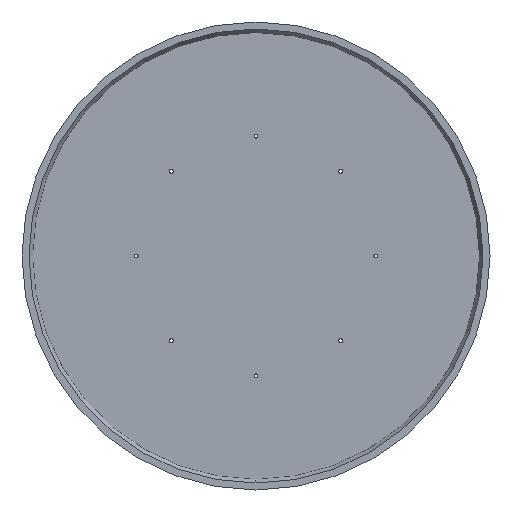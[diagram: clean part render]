
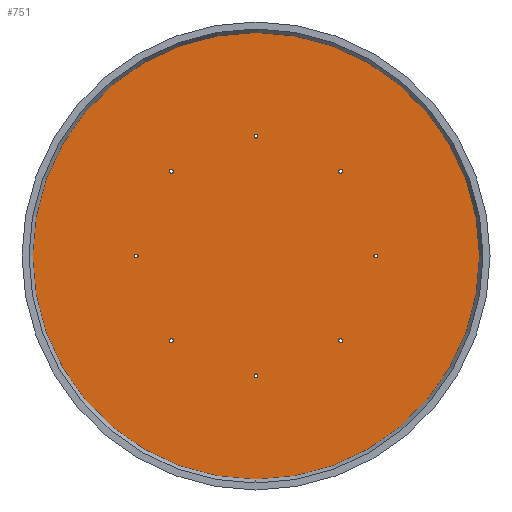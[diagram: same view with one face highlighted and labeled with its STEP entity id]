
A CAD part, front view. The second image highlights one B-rep face of the part: STEP entity #751.
In plain terms, the highlighted planar face has unit normal (0, -1, 0).
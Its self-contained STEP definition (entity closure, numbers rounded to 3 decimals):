
#97=CARTESIAN_POINT('Axis2P3D Location',(72.478,11.,-72.478)) ;
#101=CARTESIAN_POINT('Vertex',(73.681,11.,-73.681)) ;
#103=CARTESIAN_POINT('Vertex',(71.276,11.,-71.276)) ;
#593=CARTESIAN_POINT('Axis2P3D Location',(191.,11.,0.)) ;
#598=CARTESIAN_POINT('Axis2P3D Location',(0.,11.,0.)) ;
#602=CARTESIAN_POINT('Vertex',(0.,11.,-191.)) ;
#604=CARTESIAN_POINT('Vertex',(0.,11.,191.)) ;
#607=CARTESIAN_POINT('Axis2P3D Location',(0.,11.,0.)) ;
#616=CARTESIAN_POINT('Axis2P3D Location',(72.478,11.,-72.478)) ;
#625=CARTESIAN_POINT('Axis2P3D Location',(102.5,11.,0.)) ;
#629=CARTESIAN_POINT('Vertex',(100.8,11.,0.)) ;
#631=CARTESIAN_POINT('Vertex',(104.2,11.,0.)) ;
#634=CARTESIAN_POINT('Axis2P3D Location',(102.5,11.,0.)) ;
#643=CARTESIAN_POINT('Axis2P3D Location',(72.478,11.,72.478)) ;
#647=CARTESIAN_POINT('Vertex',(71.276,11.,71.276)) ;
#649=CARTESIAN_POINT('Vertex',(73.681,11.,73.681)) ;
#652=CARTESIAN_POINT('Axis2P3D Location',(72.478,11.,72.478)) ;
#661=CARTESIAN_POINT('Axis2P3D Location',(0.,11.,102.5)) ;
#665=CARTESIAN_POINT('Vertex',(0.,11.,100.8)) ;
#667=CARTESIAN_POINT('Vertex',(0.,11.,104.2)) ;
#670=CARTESIAN_POINT('Axis2P3D Location',(0.,11.,102.5)) ;
#679=CARTESIAN_POINT('Axis2P3D Location',(-72.478,11.,72.478)) ;
#683=CARTESIAN_POINT('Vertex',(-71.276,11.,71.276)) ;
#685=CARTESIAN_POINT('Vertex',(-73.681,11.,73.681)) ;
#688=CARTESIAN_POINT('Axis2P3D Location',(-72.478,11.,72.478)) ;
#697=CARTESIAN_POINT('Axis2P3D Location',(-102.5,11.,0.)) ;
#701=CARTESIAN_POINT('Vertex',(-100.8,11.,0.)) ;
#703=CARTESIAN_POINT('Vertex',(-104.2,11.,0.)) ;
#706=CARTESIAN_POINT('Axis2P3D Location',(-102.5,11.,0.)) ;
#715=CARTESIAN_POINT('Axis2P3D Location',(-72.478,11.,-72.478)) ;
#719=CARTESIAN_POINT('Vertex',(-71.276,11.,-71.276)) ;
#721=CARTESIAN_POINT('Vertex',(-73.681,11.,-73.681)) ;
#724=CARTESIAN_POINT('Axis2P3D Location',(-72.478,11.,-72.478)) ;
#733=CARTESIAN_POINT('Axis2P3D Location',(0.,11.,-102.5)) ;
#737=CARTESIAN_POINT('Vertex',(0.,11.,-100.8)) ;
#739=CARTESIAN_POINT('Vertex',(0.,11.,-104.2)) ;
#742=CARTESIAN_POINT('Axis2P3D Location',(0.,11.,-102.5)) ;
#98=DIRECTION('Axis2P3D Direction',(0.,1.,0.)) ;
#594=DIRECTION('Axis2P3D Direction',(-0.,1.,0.)) ;
#595=DIRECTION('Axis2P3D XDirection',(0.,0.,1.)) ;
#599=DIRECTION('Axis2P3D Direction',(-0.,1.,0.)) ;
#608=DIRECTION('Axis2P3D Direction',(-0.,1.,0.)) ;
#617=DIRECTION('Axis2P3D Direction',(-0.,1.,0.)) ;
#626=DIRECTION('Axis2P3D Direction',(-0.,1.,0.)) ;
#635=DIRECTION('Axis2P3D Direction',(-0.,1.,0.)) ;
#644=DIRECTION('Axis2P3D Direction',(-0.,1.,0.)) ;
#653=DIRECTION('Axis2P3D Direction',(-0.,1.,0.)) ;
#662=DIRECTION('Axis2P3D Direction',(-0.,1.,0.)) ;
#671=DIRECTION('Axis2P3D Direction',(-0.,1.,0.)) ;
#680=DIRECTION('Axis2P3D Direction',(-0.,1.,0.)) ;
#689=DIRECTION('Axis2P3D Direction',(-0.,1.,0.)) ;
#698=DIRECTION('Axis2P3D Direction',(-0.,1.,0.)) ;
#707=DIRECTION('Axis2P3D Direction',(-0.,1.,0.)) ;
#716=DIRECTION('Axis2P3D Direction',(-0.,1.,0.)) ;
#725=DIRECTION('Axis2P3D Direction',(-0.,1.,0.)) ;
#734=DIRECTION('Axis2P3D Direction',(-0.,1.,0.)) ;
#743=DIRECTION('Axis2P3D Direction',(-0.,1.,0.)) ;
#99=AXIS2_PLACEMENT_3D('Circle Axis2P3D',#97,#98,$) ;
#596=AXIS2_PLACEMENT_3D('Plane Axis2P3D',#593,#594,#595) ;
#600=AXIS2_PLACEMENT_3D('Circle Axis2P3D',#598,#599,$) ;
#609=AXIS2_PLACEMENT_3D('Circle Axis2P3D',#607,#608,$) ;
#618=AXIS2_PLACEMENT_3D('Circle Axis2P3D',#616,#617,$) ;
#627=AXIS2_PLACEMENT_3D('Circle Axis2P3D',#625,#626,$) ;
#636=AXIS2_PLACEMENT_3D('Circle Axis2P3D',#634,#635,$) ;
#645=AXIS2_PLACEMENT_3D('Circle Axis2P3D',#643,#644,$) ;
#654=AXIS2_PLACEMENT_3D('Circle Axis2P3D',#652,#653,$) ;
#663=AXIS2_PLACEMENT_3D('Circle Axis2P3D',#661,#662,$) ;
#672=AXIS2_PLACEMENT_3D('Circle Axis2P3D',#670,#671,$) ;
#681=AXIS2_PLACEMENT_3D('Circle Axis2P3D',#679,#680,$) ;
#690=AXIS2_PLACEMENT_3D('Circle Axis2P3D',#688,#689,$) ;
#699=AXIS2_PLACEMENT_3D('Circle Axis2P3D',#697,#698,$) ;
#708=AXIS2_PLACEMENT_3D('Circle Axis2P3D',#706,#707,$) ;
#717=AXIS2_PLACEMENT_3D('Circle Axis2P3D',#715,#716,$) ;
#726=AXIS2_PLACEMENT_3D('Circle Axis2P3D',#724,#725,$) ;
#735=AXIS2_PLACEMENT_3D('Circle Axis2P3D',#733,#734,$) ;
#744=AXIS2_PLACEMENT_3D('Circle Axis2P3D',#742,#743,$) ;
#613=ORIENTED_EDGE('',*,*,#606,.F.) ;
#614=ORIENTED_EDGE('',*,*,#611,.F.) ;
#622=ORIENTED_EDGE('',*,*,#620,.T.) ;
#623=ORIENTED_EDGE('',*,*,#105,.T.) ;
#640=ORIENTED_EDGE('',*,*,#633,.T.) ;
#641=ORIENTED_EDGE('',*,*,#638,.T.) ;
#658=ORIENTED_EDGE('',*,*,#651,.T.) ;
#659=ORIENTED_EDGE('',*,*,#656,.T.) ;
#676=ORIENTED_EDGE('',*,*,#669,.T.) ;
#677=ORIENTED_EDGE('',*,*,#674,.T.) ;
#694=ORIENTED_EDGE('',*,*,#687,.T.) ;
#695=ORIENTED_EDGE('',*,*,#692,.T.) ;
#712=ORIENTED_EDGE('',*,*,#705,.T.) ;
#713=ORIENTED_EDGE('',*,*,#710,.T.) ;
#730=ORIENTED_EDGE('',*,*,#723,.T.) ;
#731=ORIENTED_EDGE('',*,*,#728,.T.) ;
#748=ORIENTED_EDGE('',*,*,#741,.T.) ;
#749=ORIENTED_EDGE('',*,*,#746,.T.) ;
#624=FACE_BOUND('',#621,.T.) ;
#642=FACE_BOUND('',#639,.T.) ;
#660=FACE_BOUND('',#657,.T.) ;
#678=FACE_BOUND('',#675,.T.) ;
#696=FACE_BOUND('',#693,.T.) ;
#714=FACE_BOUND('',#711,.T.) ;
#732=FACE_BOUND('',#729,.T.) ;
#750=FACE_BOUND('',#747,.T.) ;
#751=ADVANCED_FACE('R\X2\00E9\X0\p\X2\00E9\X0\tition circulaire1',(#615,#624,#642,#660,#678,#696,#714,#732,#750),#597,.F.) ;
#100=CIRCLE('generated circle',#99,1.7) ;
#601=CIRCLE('generated circle',#600,191.) ;
#610=CIRCLE('generated circle',#609,191.) ;
#619=CIRCLE('generated circle',#618,1.7) ;
#628=CIRCLE('generated circle',#627,1.7) ;
#637=CIRCLE('generated circle',#636,1.7) ;
#646=CIRCLE('generated circle',#645,1.7) ;
#655=CIRCLE('generated circle',#654,1.7) ;
#664=CIRCLE('generated circle',#663,1.7) ;
#673=CIRCLE('generated circle',#672,1.7) ;
#682=CIRCLE('generated circle',#681,1.7) ;
#691=CIRCLE('generated circle',#690,1.7) ;
#700=CIRCLE('generated circle',#699,1.7) ;
#709=CIRCLE('generated circle',#708,1.7) ;
#718=CIRCLE('generated circle',#717,1.7) ;
#727=CIRCLE('generated circle',#726,1.7) ;
#736=CIRCLE('generated circle',#735,1.7) ;
#745=CIRCLE('generated circle',#744,1.7) ;
#105=EDGE_CURVE('',#102,#104,#100,.T.) ;
#606=EDGE_CURVE('',#603,#605,#601,.T.) ;
#611=EDGE_CURVE('',#605,#603,#610,.T.) ;
#620=EDGE_CURVE('',#104,#102,#619,.T.) ;
#633=EDGE_CURVE('',#630,#632,#628,.T.) ;
#638=EDGE_CURVE('',#632,#630,#637,.T.) ;
#651=EDGE_CURVE('',#648,#650,#646,.T.) ;
#656=EDGE_CURVE('',#650,#648,#655,.T.) ;
#669=EDGE_CURVE('',#666,#668,#664,.T.) ;
#674=EDGE_CURVE('',#668,#666,#673,.T.) ;
#687=EDGE_CURVE('',#684,#686,#682,.T.) ;
#692=EDGE_CURVE('',#686,#684,#691,.T.) ;
#705=EDGE_CURVE('',#702,#704,#700,.T.) ;
#710=EDGE_CURVE('',#704,#702,#709,.T.) ;
#723=EDGE_CURVE('',#720,#722,#718,.T.) ;
#728=EDGE_CURVE('',#722,#720,#727,.T.) ;
#741=EDGE_CURVE('',#738,#740,#736,.T.) ;
#746=EDGE_CURVE('',#740,#738,#745,.T.) ;
#612=EDGE_LOOP('',(#613,#614)) ;
#621=EDGE_LOOP('',(#622,#623)) ;
#639=EDGE_LOOP('',(#640,#641)) ;
#657=EDGE_LOOP('',(#658,#659)) ;
#675=EDGE_LOOP('',(#676,#677)) ;
#693=EDGE_LOOP('',(#694,#695)) ;
#711=EDGE_LOOP('',(#712,#713)) ;
#729=EDGE_LOOP('',(#730,#731)) ;
#747=EDGE_LOOP('',(#748,#749)) ;
#615=FACE_OUTER_BOUND('',#612,.T.) ;
#597=PLANE('Plane',#596) ;
#102=VERTEX_POINT('',#101) ;
#104=VERTEX_POINT('',#103) ;
#603=VERTEX_POINT('',#602) ;
#605=VERTEX_POINT('',#604) ;
#630=VERTEX_POINT('',#629) ;
#632=VERTEX_POINT('',#631) ;
#648=VERTEX_POINT('',#647) ;
#650=VERTEX_POINT('',#649) ;
#666=VERTEX_POINT('',#665) ;
#668=VERTEX_POINT('',#667) ;
#684=VERTEX_POINT('',#683) ;
#686=VERTEX_POINT('',#685) ;
#702=VERTEX_POINT('',#701) ;
#704=VERTEX_POINT('',#703) ;
#720=VERTEX_POINT('',#719) ;
#722=VERTEX_POINT('',#721) ;
#738=VERTEX_POINT('',#737) ;
#740=VERTEX_POINT('',#739) ;
